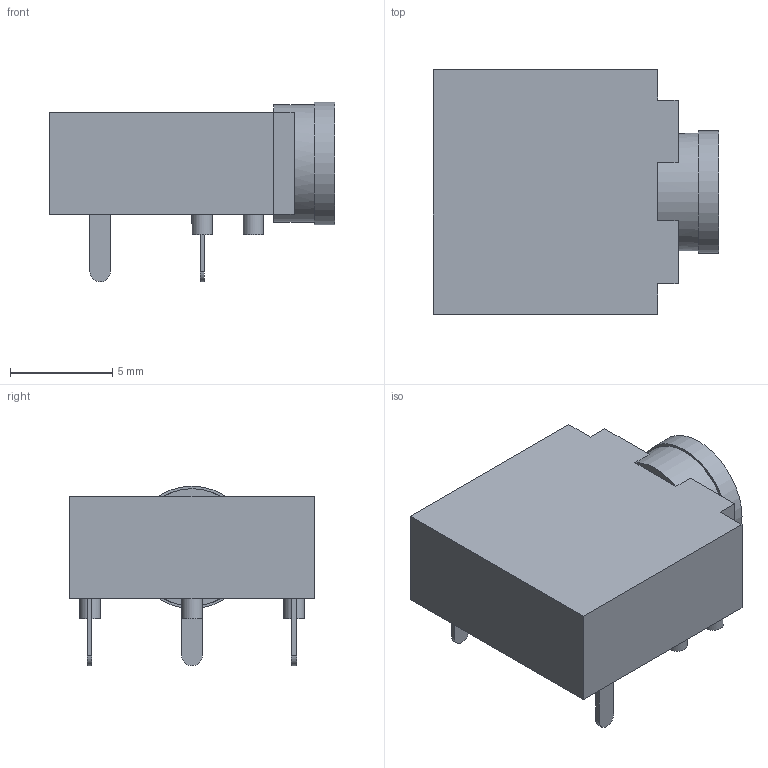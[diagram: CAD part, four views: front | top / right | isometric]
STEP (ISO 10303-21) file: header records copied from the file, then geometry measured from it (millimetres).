
FILE_DESCRIPTION (( 'STEP AP214' ), '1' );
FILE_NAME ('SJ1-3523N.STEP', '2021-06-03T11:24:58', ( '' ), ( '' ), 'SwSTEP 2.0', 'SolidWorks 2018', '' );
FILE_SCHEMA (( 'AUTOMOTIVE_DESIGN' ));
Length unit declared in the file: millimetre
Products named in the file (2): SJ1-3523N
Bounding box: 14 x 12 x 8.8 mm (x, y, z)
Volume: 746.3 mm3; surface area: 692.4 mm2
Topology: 3 solids, 3 shells, 55 faces, 125 edges, 85 vertices
Faces by surface type: plane 44, cylinder 11
Full cylindrical faces by diameter (mm): 1 x5, 3.6 x1, 5.75 x1, 6 x1
Entity records: 2078 total; most frequent: DIRECTION 250, CARTESIAN_POINT 247, ORIENTED_EDGE 222, EDGE_CURVE 111, VECTOR 86, LINE 86, AXIS2_PLACEMENT_3D 82, VERTEX_POINT 79
